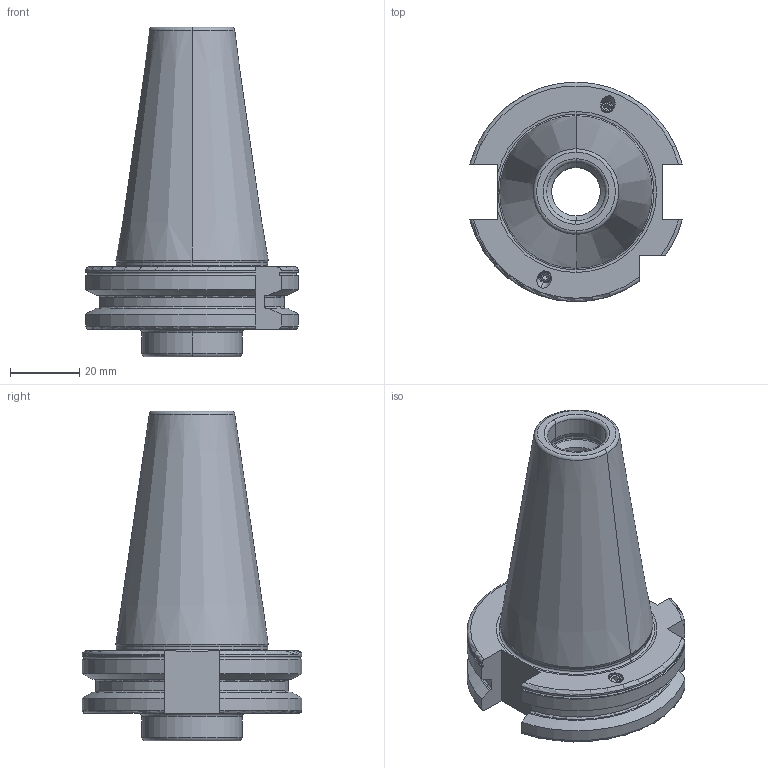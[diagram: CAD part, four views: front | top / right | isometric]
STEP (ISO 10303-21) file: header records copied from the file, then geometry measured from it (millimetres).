
FILE_DESCRIPTION((''),'2;1');
FILE_NAME('DC_403_06_16_0','2020-11-27T',('101107'),(''),'CREO PARAMETRIC BY PTC INC, 2016260','CREO PARAMETRIC BY PTC INC, 2016260','');
FILE_SCHEMA(('CONFIG_CONTROL_DESIGN'));
Length unit declared in the file: millimetre
Products named in the file (1): DC_403_06_16_0
Bounding box: 61.48 x 63.54 x 95.4 mm (x, y, z)
Volume: 104413 mm3; surface area: 22812.3 mm2
Topology: 1 solids, 7 shells, 252 faces, 598 edges, 355 vertices
Faces by surface type: cone 98, cylinder 60, plane 45, torus 41, sphere 8
Entity records: 7713 total; most frequent: CARTESIAN_POINT 1874, DIRECTION 1288, ORIENTED_EDGE 1168, EDGE_CURVE 584, AXIS2_PLACEMENT_3D 532, VERTEX_POINT 355, CIRCLE 277, EDGE_LOOP 271
